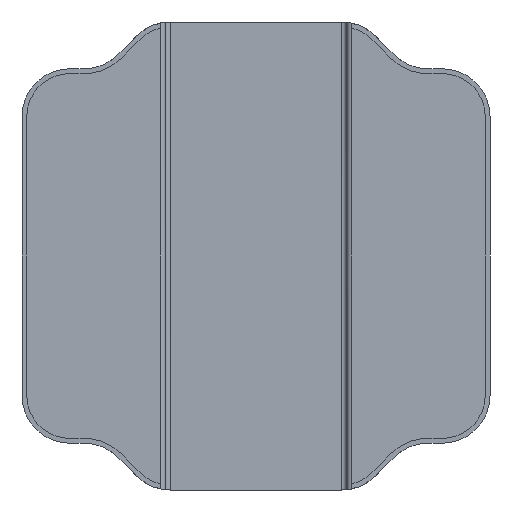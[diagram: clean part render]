
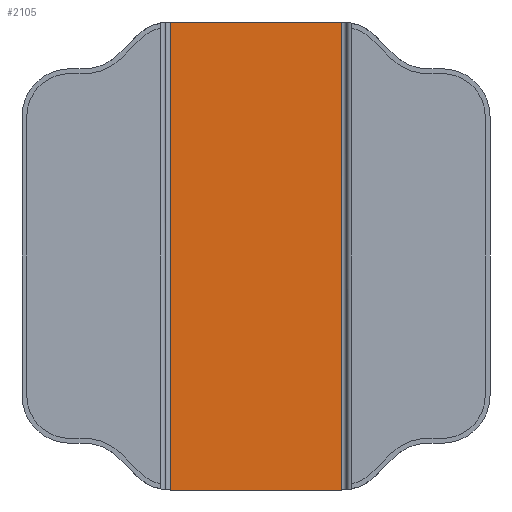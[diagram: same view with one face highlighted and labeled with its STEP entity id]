
A CAD part, front view. The second image highlights one B-rep face of the part: STEP entity #2105.
In plain terms, the highlighted planar face has unit normal (0, -1, 0).
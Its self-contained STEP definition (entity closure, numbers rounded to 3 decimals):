
#54=PLANE('',#2256);
#103=CIRCLE('',#2249,0.5);
#105=CIRCLE('',#2254,0.5);
#106=CIRCLE('',#2257,0.5);
#107=CIRCLE('',#2258,0.5);
#180=FACE_OUTER_BOUND('',#304,.T.);
#304=EDGE_LOOP('',(#1394,#1395,#1396,#1397,#1398,#1399,#1400,#1401));
#428=LINE('',#3115,#602);
#435=LINE('',#3186,#609);
#436=LINE('',#3199,#610);
#437=LINE('',#3202,#611);
#602=VECTOR('',#2468,10.);
#609=VECTOR('',#2485,10.);
#610=VECTOR('',#2488,10.);
#611=VECTOR('',#2491,10.);
#837=VERTEX_POINT('',#3089);
#838=VERTEX_POINT('',#3091);
#839=VERTEX_POINT('',#3104);
#851=VERTEX_POINT('',#3170);
#852=VERTEX_POINT('',#3172);
#853=VERTEX_POINT('',#3185);
#854=VERTEX_POINT('',#3198);
#855=VERTEX_POINT('',#3201);
#1042=EDGE_CURVE('',#837,#838,#103,.T.);
#1045=EDGE_CURVE('',#838,#839,#428,.T.);
#1058=EDGE_CURVE('',#851,#852,#105,.T.);
#1060=EDGE_CURVE('',#852,#853,#435,.T.);
#1062=EDGE_CURVE('',#854,#837,#436,.T.);
#1063=EDGE_CURVE('',#853,#854,#106,.T.);
#1064=EDGE_CURVE('',#855,#851,#437,.T.);
#1065=EDGE_CURVE('',#839,#855,#107,.T.);
#1394=ORIENTED_EDGE('',*,*,#1045,.F.);
#1395=ORIENTED_EDGE('',*,*,#1042,.F.);
#1396=ORIENTED_EDGE('',*,*,#1062,.F.);
#1397=ORIENTED_EDGE('',*,*,#1063,.F.);
#1398=ORIENTED_EDGE('',*,*,#1060,.F.);
#1399=ORIENTED_EDGE('',*,*,#1058,.F.);
#1400=ORIENTED_EDGE('',*,*,#1064,.F.);
#1401=ORIENTED_EDGE('',*,*,#1065,.F.);
#2105=ADVANCED_FACE('',(#180),#54,.F.);
#2249=AXIS2_PLACEMENT_3D('',#3092,#2464,#2465);
#2254=AXIS2_PLACEMENT_3D('',#3173,#2481,#2482);
#2256=AXIS2_PLACEMENT_3D('',#3197,#2486,#2487);
#2257=AXIS2_PLACEMENT_3D('',#3200,#2489,#2490);
#2258=AXIS2_PLACEMENT_3D('',#3203,#2492,#2493);
#2464=DIRECTION('center_axis',(0.,1.,0.));
#2465=DIRECTION('ref_axis',(0.383,0.,0.924));
#2468=DIRECTION('',(0.,0.,-1.));
#2481=DIRECTION('center_axis',(0.,1.,0.));
#2482=DIRECTION('ref_axis',(-0.383,0.,-0.924));
#2485=DIRECTION('',(0.,0.,1.));
#2486=DIRECTION('center_axis',(0.,1.,0.));
#2487=DIRECTION('ref_axis',(-1.,0.,0.));
#2488=DIRECTION('',(1.,0.,0.));
#2489=DIRECTION('center_axis',(0.,1.,0.));
#2490=DIRECTION('ref_axis',(-0.383,0.,0.924));
#2491=DIRECTION('',(-1.,0.,0.));
#2492=DIRECTION('center_axis',(0.,1.,0.));
#2493=DIRECTION('ref_axis',(0.383,0.,-0.924));
#3089=CARTESIAN_POINT('',(0.895,0.2,2.45));
#3091=CARTESIAN_POINT('',(0.9,0.2,2.45));
#3092=CARTESIAN_POINT('Origin',(0.895,0.2,1.95));
#3104=CARTESIAN_POINT('',(0.9,0.2,-2.45));
#3115=CARTESIAN_POINT('',(0.9,0.2,0.));
#3170=CARTESIAN_POINT('',(-0.895,0.2,-2.45));
#3172=CARTESIAN_POINT('',(-0.9,0.2,-2.45));
#3173=CARTESIAN_POINT('Origin',(-0.895,0.2,-1.95));
#3185=CARTESIAN_POINT('',(-0.9,0.2,2.45));
#3186=CARTESIAN_POINT('',(-0.9,0.2,0.));
#3197=CARTESIAN_POINT('Origin',(0.95,0.2,0.));
#3198=CARTESIAN_POINT('',(-0.895,0.2,2.45));
#3199=CARTESIAN_POINT('',(-0.076,0.2,2.45));
#3200=CARTESIAN_POINT('Origin',(-0.895,0.2,1.95));
#3201=CARTESIAN_POINT('',(0.895,0.2,-2.45));
#3202=CARTESIAN_POINT('',(1.026,0.2,-2.45));
#3203=CARTESIAN_POINT('Origin',(0.895,0.2,-1.95));
